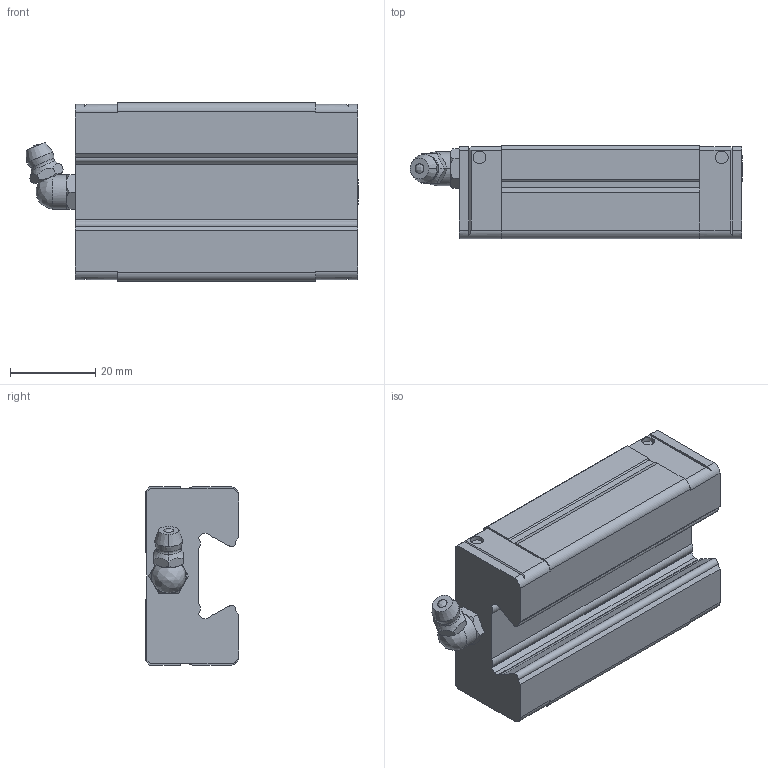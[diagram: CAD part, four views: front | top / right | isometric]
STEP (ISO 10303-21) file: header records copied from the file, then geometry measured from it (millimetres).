
FILE_DESCRIPTION (( 'STEP AP214' ), '1' );
FILE_NAME ('SSR20XWSS, Føringsvogn, Bondy.STEP', '2020-06-15T08:34:10', ( '' ), ( '' ), 'SwSTEP 2.0', 'SolidWorks 2020', '' );
FILE_SCHEMA (( 'AUTOMOTIVE_DESIGN' ));
Length unit declared in the file: millimetre
Products named in the file (3): _SSR20XWSSBGNPJ-20-35; _SSR20XWSSB 1Slide20-35; SSR20XWSS, Føringsvogn, Bondy
Assembly tree (2 placements, depth 2):
  SSR20XWSS, Føringsvogn, Bondy
    _SSR20XWSSB 1Slide20-35
    _SSR20XWSSBGNPJ-20-35
Bounding box: 78.1 x 22 x 42 mm (x, y, z)
Volume: 49691.6 mm3; surface area: 12919.1 mm2
Topology: 2 solids, 2 shells, 174 faces, 461 edges, 290 vertices
Faces by surface type: plane 88, cylinder 41, cone 38, bspline 7
Entity records: 5664 total; most frequent: CARTESIAN_POINT 1297, DIRECTION 895, ORIENTED_EDGE 892, EDGE_CURVE 446, AXIS2_PLACEMENT_3D 310, VERTEX_POINT 290, LINE 275, VECTOR 275
